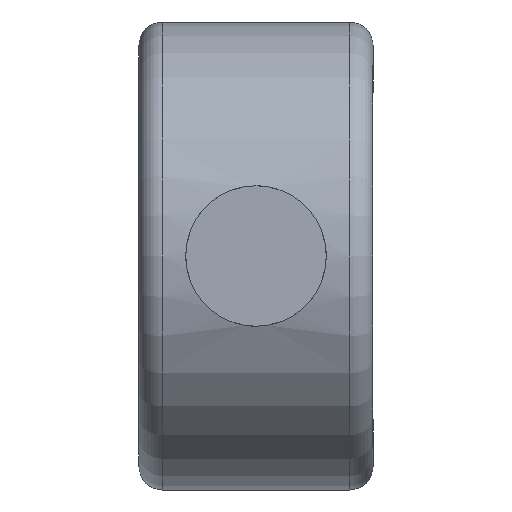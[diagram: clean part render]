
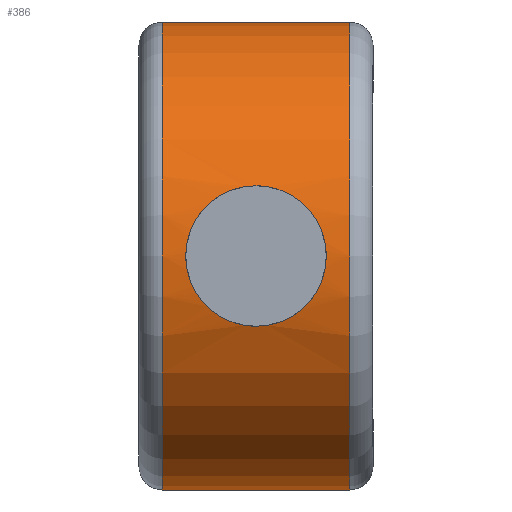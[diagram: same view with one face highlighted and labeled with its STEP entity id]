
A CAD part, left-side view. The second image highlights one B-rep face of the part: STEP entity #386.
In plain terms, the highlighted cylindrical face has radius 10 mm (diameter 20 mm), a partial arc.
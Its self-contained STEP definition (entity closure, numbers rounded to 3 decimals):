
#15=FACE_BOUND('',#65,.T.);
#16=B_SPLINE_CURVE_WITH_KNOTS('',3,(#661,#662,#663,#664,#665,#666,#667,
#668,#669,#670,#671,#672,#673,#674,#675,#676,#677,#678),.UNSPECIFIED.,.F.,
 .F.,(4,2,2,2,2,2,2,2,4),(0.,0.114,0.228,0.341,
0.455,0.569,0.683,0.796,
0.91),.UNSPECIFIED.);
#17=B_SPLINE_CURVE_WITH_KNOTS('',3,(#679,#680,#681,#682,#683,#684,#685,
#686,#687,#688,#689,#690,#691,#692,#693,#694,#695,#696),.UNSPECIFIED.,.F.,
 .F.,(4,2,2,2,2,2,2,2,4),(0.91,1.024,1.138,
1.251,1.365,1.479,1.593,1.706,
1.82),.UNSPECIFIED.);
#40=FACE_OUTER_BOUND('',#64,.T.);
#64=EDGE_LOOP('',(#298,#299,#300,#301));
#65=EDGE_LOOP('',(#302,#303));
#93=LINE('',#651,#122);
#96=LINE('',#657,#125);
#122=VECTOR('',#525,10.);
#125=VECTOR('',#530,10.);
#150=CIRCLE('',#434,10.);
#152=CIRCLE('',#439,10.);
#180=VERTEX_POINT('',#638);
#181=VERTEX_POINT('',#642);
#183=VERTEX_POINT('',#650);
#185=VERTEX_POINT('',#656);
#186=VERTEX_POINT('',#659);
#187=VERTEX_POINT('',#660);
#222=EDGE_CURVE('',#180,#181,#150,.T.);
#225=EDGE_CURVE('',#181,#183,#93,.T.);
#228=EDGE_CURVE('',#180,#185,#96,.T.);
#229=EDGE_CURVE('',#183,#185,#152,.T.);
#230=EDGE_CURVE('',#186,#187,#16,.T.);
#231=EDGE_CURVE('',#187,#186,#17,.T.);
#298=ORIENTED_EDGE('',*,*,#222,.F.);
#299=ORIENTED_EDGE('',*,*,#228,.T.);
#300=ORIENTED_EDGE('',*,*,#229,.F.);
#301=ORIENTED_EDGE('',*,*,#225,.F.);
#302=ORIENTED_EDGE('',*,*,#230,.F.);
#303=ORIENTED_EDGE('',*,*,#231,.F.);
#370=CYLINDRICAL_SURFACE('',#438,10.);
#386=ADVANCED_FACE('',(#40,#15),#370,.T.);
#434=AXIS2_PLACEMENT_3D('',#644,#516,#517);
#438=AXIS2_PLACEMENT_3D('',#655,#528,#529);
#439=AXIS2_PLACEMENT_3D('',#658,#531,#532);
#516=DIRECTION('center_axis',(0.,-1.,0.));
#517=DIRECTION('ref_axis',(-1.,0.,0.));
#525=DIRECTION('',(0.,1.,0.));
#528=DIRECTION('center_axis',(0.,1.,0.));
#529=DIRECTION('ref_axis',(0.,0.,-1.));
#530=DIRECTION('',(0.,1.,0.));
#531=DIRECTION('center_axis',(0.,1.,0.));
#532=DIRECTION('ref_axis',(-1.,0.,0.));
#638=CARTESIAN_POINT('',(50.,1.,30.));
#642=CARTESIAN_POINT('',(50.,1.,10.));
#644=CARTESIAN_POINT('Origin',(50.,1.,20.));
#650=CARTESIAN_POINT('',(50.,9.,10.));
#651=CARTESIAN_POINT('',(50.,0.,10.));
#655=CARTESIAN_POINT('Origin',(50.,0.,20.));
#656=CARTESIAN_POINT('',(50.,9.,30.));
#657=CARTESIAN_POINT('',(50.,0.,30.));
#658=CARTESIAN_POINT('Origin',(50.,9.,20.));
#659=CARTESIAN_POINT('',(40.461,5.,17.));
#660=CARTESIAN_POINT('',(40.461,5.,23.));
#661=CARTESIAN_POINT('Ctrl Pts',(40.461,5.,17.));
#662=CARTESIAN_POINT('Ctrl Pts',(40.461,4.621,17.));
#663=CARTESIAN_POINT('Ctrl Pts',(40.436,4.218,17.076));
#664=CARTESIAN_POINT('Ctrl Pts',(40.347,3.48,17.383));
#665=CARTESIAN_POINT('Ctrl Pts',(40.285,3.144,17.614));
#666=CARTESIAN_POINT('Ctrl Pts',(40.17,2.614,18.144));
#667=CARTESIAN_POINT('Ctrl Pts',(40.109,2.383,18.479));
#668=CARTESIAN_POINT('Ctrl Pts',(40.024,2.076,19.218));
#669=CARTESIAN_POINT('Ctrl Pts',(40.,2.,19.621));
#670=CARTESIAN_POINT('Ctrl Pts',(40.,2.,20.379));
#671=CARTESIAN_POINT('Ctrl Pts',(40.024,2.076,20.782));
#672=CARTESIAN_POINT('Ctrl Pts',(40.109,2.383,21.521));
#673=CARTESIAN_POINT('Ctrl Pts',(40.17,2.614,21.856));
#674=CARTESIAN_POINT('Ctrl Pts',(40.285,3.144,22.386));
#675=CARTESIAN_POINT('Ctrl Pts',(40.347,3.48,22.617));
#676=CARTESIAN_POINT('Ctrl Pts',(40.436,4.218,22.924));
#677=CARTESIAN_POINT('Ctrl Pts',(40.461,4.621,23.));
#678=CARTESIAN_POINT('Ctrl Pts',(40.461,5.,23.));
#679=CARTESIAN_POINT('Ctrl Pts',(40.461,5.,23.));
#680=CARTESIAN_POINT('Ctrl Pts',(40.461,5.379,23.));
#681=CARTESIAN_POINT('Ctrl Pts',(40.436,5.782,22.924));
#682=CARTESIAN_POINT('Ctrl Pts',(40.347,6.52,22.617));
#683=CARTESIAN_POINT('Ctrl Pts',(40.285,6.856,22.386));
#684=CARTESIAN_POINT('Ctrl Pts',(40.17,7.386,21.856));
#685=CARTESIAN_POINT('Ctrl Pts',(40.109,7.617,21.521));
#686=CARTESIAN_POINT('Ctrl Pts',(40.024,7.924,20.782));
#687=CARTESIAN_POINT('Ctrl Pts',(40.,8.,20.379));
#688=CARTESIAN_POINT('Ctrl Pts',(40.,8.,19.621));
#689=CARTESIAN_POINT('Ctrl Pts',(40.024,7.924,19.218));
#690=CARTESIAN_POINT('Ctrl Pts',(40.109,7.617,18.479));
#691=CARTESIAN_POINT('Ctrl Pts',(40.17,7.386,18.144));
#692=CARTESIAN_POINT('Ctrl Pts',(40.285,6.856,17.614));
#693=CARTESIAN_POINT('Ctrl Pts',(40.347,6.52,17.383));
#694=CARTESIAN_POINT('Ctrl Pts',(40.436,5.782,17.076));
#695=CARTESIAN_POINT('Ctrl Pts',(40.461,5.379,17.));
#696=CARTESIAN_POINT('Ctrl Pts',(40.461,5.,17.));
